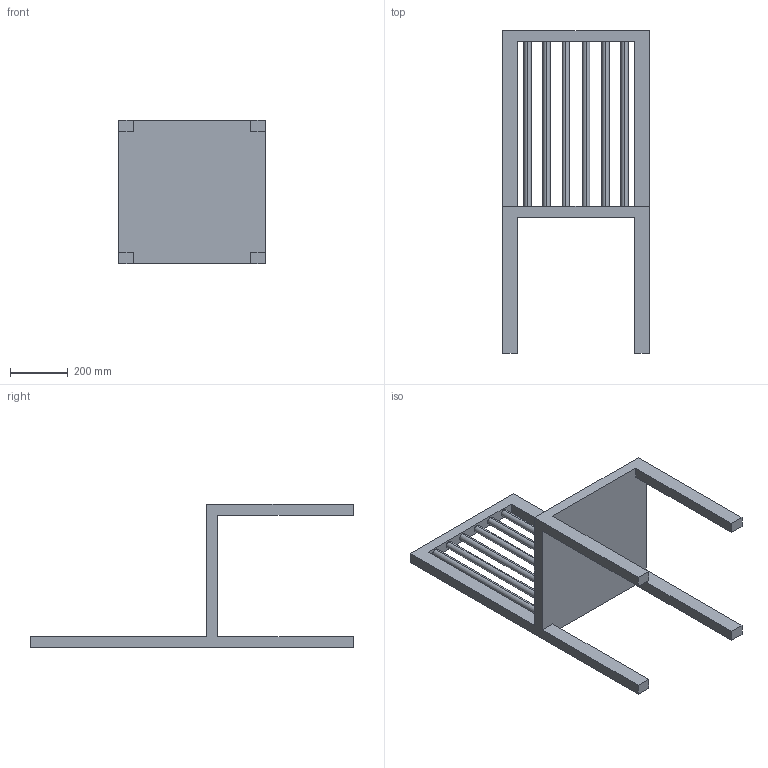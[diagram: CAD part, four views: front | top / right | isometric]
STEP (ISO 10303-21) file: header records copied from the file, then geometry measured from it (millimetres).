
FILE_DESCRIPTION (( 'STEP AP214' ), '1' );
FILE_NAME ('chair.STEP', '2018-03-22T00:10:30', ( '' ), ( '' ), 'SwSTEP 2.0', 'SolidWorks 2017', '' );
FILE_SCHEMA (( 'AUTOMOTIVE_DESIGN' ));
Length unit declared in the file: inch
Products named in the file (1): chair
Bounding box: 508 x 1117.6 x 495.3 mm (x, y, z)
Volume: 17911532.1 mm3; surface area: 1457216.6 mm2
Topology: 1 solids, 1 shells, 35 faces, 102 edges, 68 vertices
Faces by surface type: plane 23, cylinder 12
Entity records: 1228 total; most frequent: CARTESIAN_POINT 206, ORIENTED_EDGE 204, DIRECTION 198, EDGE_CURVE 102, LINE 78, VECTOR 78, VERTEX_POINT 68, AXIS2_PLACEMENT_3D 60
